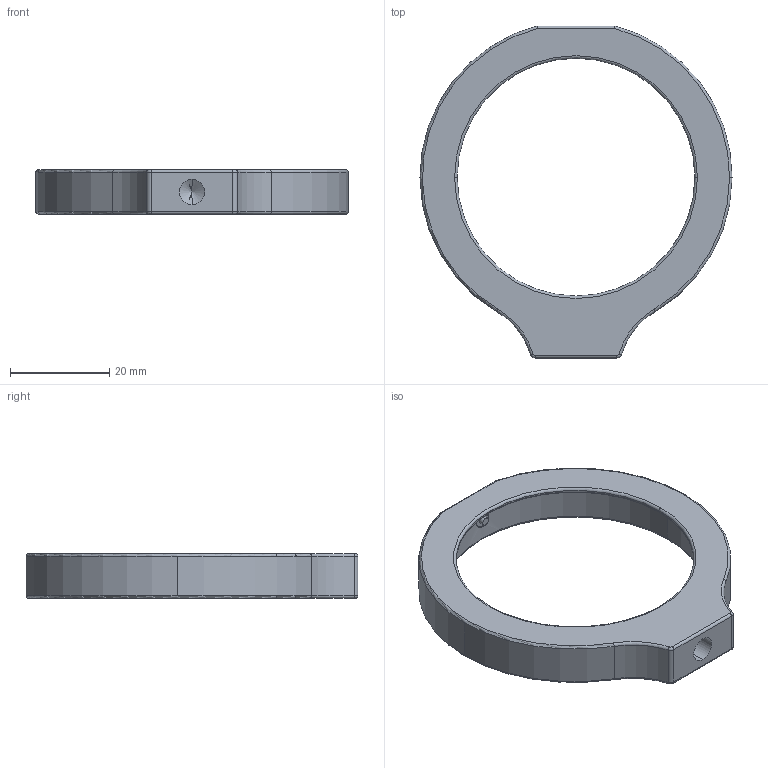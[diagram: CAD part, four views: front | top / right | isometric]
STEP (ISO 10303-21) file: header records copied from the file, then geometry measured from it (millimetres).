
FILE_DESCRIPTION (( 'STEP AP203' ), '1' );
FILE_NAME ('04MTE-2.STEP', '2016-03-15T07:38:28', ( '' ), ( '' ), 'SwSTEP 2.0', 'SolidWorks 2016', '' );
FILE_SCHEMA (( 'CONFIG_CONTROL_DESIGN' ));
Length unit declared in the file: millimetre
Products named in the file (1): 04MTE-2
Bounding box: 63 x 67 x 9 mm (x, y, z)
Volume: 9586.8 mm3; surface area: 6249.4 mm2
Topology: 3 solids, 3 shells, 95 faces, 213 edges, 124 vertices
Faces by surface type: torus 38, cylinder 33, plane 16, cone 8
Entity records: 2792 total; most frequent: CARTESIAN_POINT 531, DIRECTION 527, ORIENTED_EDGE 418, AXIS2_PLACEMENT_3D 234, EDGE_CURVE 209, CIRCLE 138, VERTEX_POINT 124, EDGE_LOOP 103
